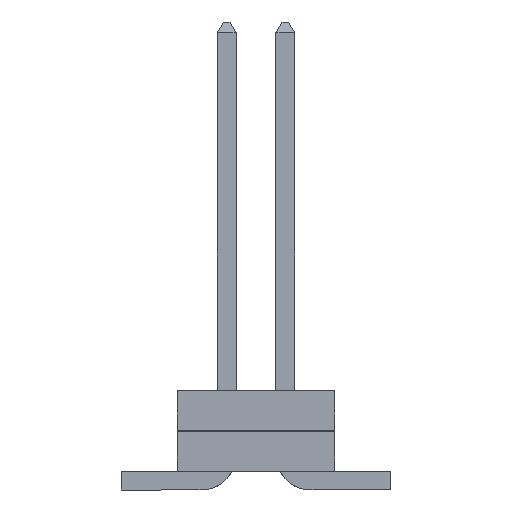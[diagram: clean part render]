
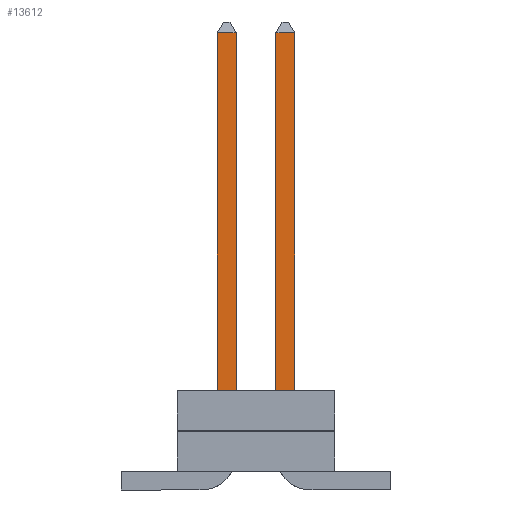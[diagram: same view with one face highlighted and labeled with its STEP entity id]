
A CAD part, left-side view. The second image highlights one B-rep face of the part: STEP entity #13612.
In plain terms, the highlighted planar face has unit normal (-1, 0, 0).
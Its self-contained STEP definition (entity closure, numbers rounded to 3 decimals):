
#221 = VERTEX_POINT('',#222);
#222 = CARTESIAN_POINT('',(-28.143,9.525,0.838));
#1983 = VERTEX_POINT('',#1984);
#1984 = CARTESIAN_POINT('',(-28.143,9.525,-0.838));
#5105 = VERTEX_POINT('',#5106);
#5106 = CARTESIAN_POINT('',(-28.143,9.525,-0.432));
#6471 = VERTEX_POINT('',#6472);
#6472 = CARTESIAN_POINT('',(-28.143,9.525,0.432));
#9245 = EDGE_CURVE('',#221,#9246,#9248,.T.);
#9246 = VERTEX_POINT('',#9247);
#9247 = CARTESIAN_POINT('',(-28.143,0.301,0.838));
#9248 = LINE('',#9249,#9250);
#9249 = CARTESIAN_POINT('',(-28.143,9.525,0.838));
#9250 = VECTOR('',#9251,1.);
#9251 = DIRECTION('',(0.,-1.,0.));
#10288 = EDGE_CURVE('',#9246,#10289,#10291,.T.);
#10289 = VERTEX_POINT('',#10290);
#10290 = CARTESIAN_POINT('',(-28.143,0.301,-0.838));
#10291 = LINE('',#10292,#10293);
#10292 = CARTESIAN_POINT('',(-28.143,0.301,0.838));
#10293 = VECTOR('',#10294,1.);
#10294 = DIRECTION('',(0.,0.,-1.));
#11338 = EDGE_CURVE('',#10289,#1983,#11339,.T.);
#11339 = LINE('',#11340,#11341);
#11340 = CARTESIAN_POINT('',(-28.143,0.301,-0.838));
#11341 = VECTOR('',#11342,1.);
#11342 = DIRECTION('',(0.,1.,0.));
#11455 = EDGE_CURVE('',#5105,#11456,#11458,.T.);
#11456 = VERTEX_POINT('',#11457);
#11457 = CARTESIAN_POINT('',(-28.143,0.555,-0.432));
#11458 = LINE('',#11459,#11460);
#11459 = CARTESIAN_POINT('',(-28.143,9.525,-0.432));
#11460 = VECTOR('',#11461,1.);
#11461 = DIRECTION('',(0.,-1.,0.));
#12498 = EDGE_CURVE('',#11456,#12499,#12501,.T.);
#12499 = VERTEX_POINT('',#12500);
#12500 = CARTESIAN_POINT('',(-28.143,0.555,0.432));
#12501 = LINE('',#12502,#12503);
#12502 = CARTESIAN_POINT('',(-28.143,0.555,-0.432));
#12503 = VECTOR('',#12504,1.);
#12504 = DIRECTION('',(0.,0.,1.));
#13548 = EDGE_CURVE('',#12499,#6471,#13549,.T.);
#13549 = LINE('',#13550,#13551);
#13550 = CARTESIAN_POINT('',(-28.143,0.555,0.432));
#13551 = VECTOR('',#13552,1.);
#13552 = DIRECTION('',(0.,1.,0.));
#13612 = ADVANCED_FACE('',(#13613),#13633,.F.);
#13613 = FACE_BOUND('',#13614,.T.);
#13614 = EDGE_LOOP('',(#13615,#13616,#13617,#13623,#13624,#13625,#13626,
    #13632));
#13615 = ORIENTED_EDGE('',*,*,#10288,.F.);
#13616 = ORIENTED_EDGE('',*,*,#9245,.F.);
#13617 = ORIENTED_EDGE('',*,*,#13618,.T.);
#13618 = EDGE_CURVE('',#221,#6471,#13619,.T.);
#13619 = LINE('',#13620,#13621);
#13620 = CARTESIAN_POINT('',(-28.143,9.525,0.));
#13621 = VECTOR('',#13622,1.);
#13622 = DIRECTION('',(0.,0.,-1.));
#13623 = ORIENTED_EDGE('',*,*,#13548,.F.);
#13624 = ORIENTED_EDGE('',*,*,#12498,.F.);
#13625 = ORIENTED_EDGE('',*,*,#11455,.F.);
#13626 = ORIENTED_EDGE('',*,*,#13627,.T.);
#13627 = EDGE_CURVE('',#5105,#1983,#13628,.T.);
#13628 = LINE('',#13629,#13630);
#13629 = CARTESIAN_POINT('',(-28.143,9.525,0.));
#13630 = VECTOR('',#13631,1.);
#13631 = DIRECTION('',(0.,0.,-1.));
#13632 = ORIENTED_EDGE('',*,*,#11338,.F.);
#13633 = PLANE('',#13634);
#13634 = AXIS2_PLACEMENT_3D('',#13635,#13636,#13637);
#13635 = CARTESIAN_POINT('',(-28.143,0.,0.));
#13636 = DIRECTION('',(1.,0.,0.));
#13637 = DIRECTION('',(0.,0.,-1.));
